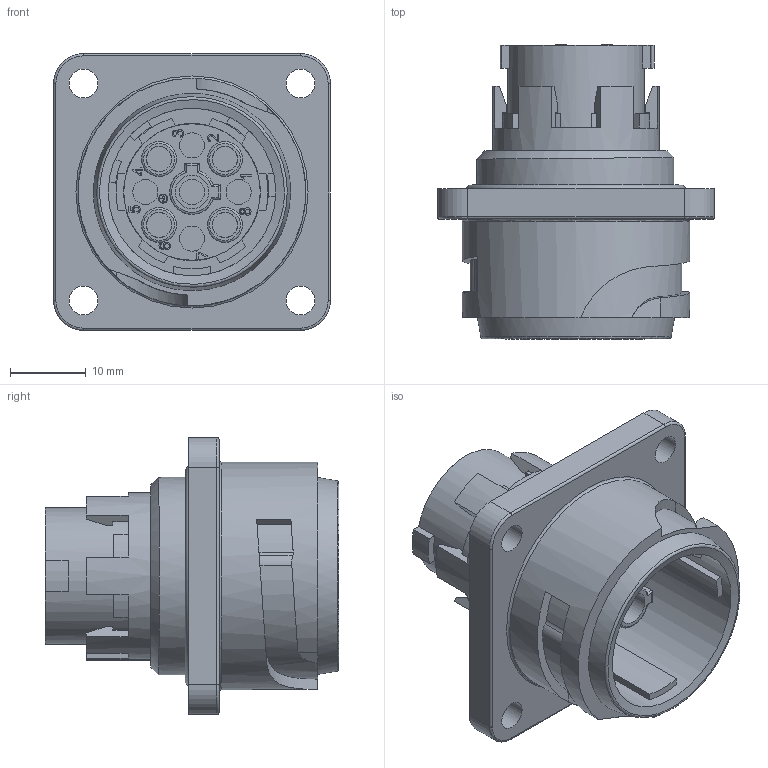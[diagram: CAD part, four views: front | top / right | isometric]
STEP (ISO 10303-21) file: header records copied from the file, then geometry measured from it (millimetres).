
FILE_DESCRIPTION(/* description */ (''),/* implementation_level */ '2;1');
FILE_NAME(/* name */ 'c016 10c008 000 1nxc001-01.stp',/* time_stamp */ '2019-06-12T15:09:59+02:00',/* author */ (''),/* organization */ (''),/* preprocessor_version */ 'ST-DEVELOPER v16.7',/* originating_system */ 'SIEMENS PLM Software NX 12.0',/* authorisation */ '');
FILE_SCHEMA (('AUTOMOTIVE_DESIGN { 1 0 10303 214 3 1 1 1 }'));
Length unit declared in the file: millimetre
Products named in the file (1): c016 10c008 000 1nxc001-01
Bounding box: 36.5 x 38.74 x 36.5 mm (x, y, z)
Volume: 16247.3 mm3; surface area: 9301.8 mm2
Topology: 1 solids, 1 shells, 476 faces, 1244 edges, 834 vertices
Faces by surface type: plane 284, cylinder 110, extrusion 58, torus 9, cone 8, bspline 7
Full cylindrical faces by diameter (mm): 1.08 x2, 1.2 x2, 3.3 x9, 3.8 x4, 4 x9, 4.4 x1, 4.6 x4, 18 x2, 22.1 x1, 26 x1, 30 x2
Entity records: 18361 total; most frequent: CARTESIAN_POINT 5721, ORIENTED_EDGE 2324, DIRECTION 1948, EDGE_CURVE 1162, VERTEX_POINT 802, AXIS2_PLACEMENT_3D 677, EDGE_LOOP 600, VECTOR 594
